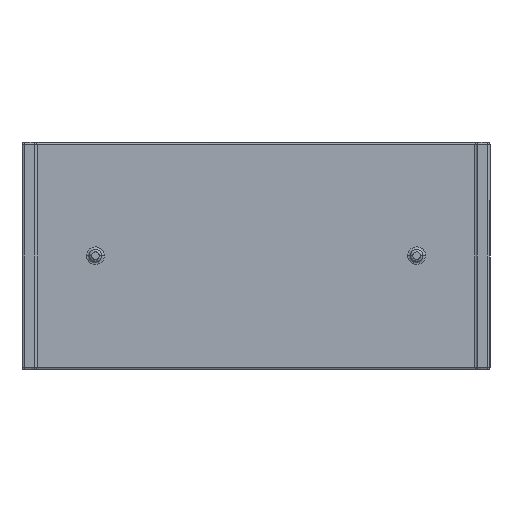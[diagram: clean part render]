
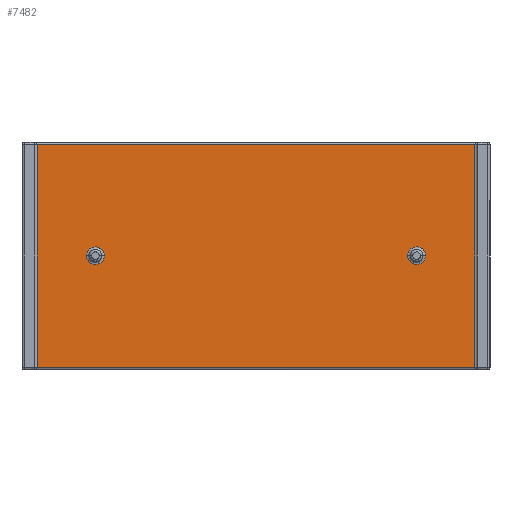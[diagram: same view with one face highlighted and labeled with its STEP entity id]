
A CAD part, front view. The second image highlights one B-rep face of the part: STEP entity #7482.
In plain terms, the highlighted planar face has unit normal (0, -1, 0).
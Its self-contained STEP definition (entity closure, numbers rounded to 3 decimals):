
#136 = AXIS2_PLACEMENT_3D ( 'NONE', #13241, #13242, #13243 ) ;
#142 = FACE_BOUND ( 'NONE', #10026, .T. ) ;
#245 = FACE_BOUND ( 'NONE', #10022, .T. ) ;
#486 = CARTESIAN_POINT ( 'NONE',  ( 15.95, 0.5, 4.512 ) ) ;
#487 = LINE ( 'NONE', #488, #8140 ) ;
#488 = CARTESIAN_POINT ( 'NONE',  ( 17.9, 0.5, 4.5 ) ) ;
#489 = DIRECTION ( 'NONE',  ( 0., 0., 1. ) ) ;
#490 = LINE ( 'NONE', #491, #8141 ) ;
#491 = CARTESIAN_POINT ( 'NONE',  ( 9.25, 0.5, 8.9 ) ) ;
#492 = DIRECTION ( 'NONE',  ( -1., 0., 0. ) ) ;
#493 = LINE ( 'NONE', #494, #8145 ) ;
#494 = CARTESIAN_POINT ( 'NONE',  ( 0.6, 0.5, 4.5 ) ) ;
#495 = DIRECTION ( 'NONE',  ( 0., 0., -1. ) ) ;
#496 = LINE ( 'NONE', #497, #8148 ) ;
#497 = CARTESIAN_POINT ( 'NONE',  ( 9.25, 0.5, 0.1 ) ) ;
#498 = DIRECTION ( 'NONE',  ( 1., 0., 0. ) ) ;
#499 = CARTESIAN_POINT ( 'NONE',  ( 15.95, 0.5, 4.419 ) ) ;
#500 = CARTESIAN_POINT ( 'NONE',  ( 15.913, 0.5, 4.33 ) ) ;
#501 = CARTESIAN_POINT ( 'NONE',  ( 15.782, 0.5, 4.199 ) ) ;
#502 = CARTESIAN_POINT ( 'NONE',  ( 15.692, 0.5, 4.162 ) ) ;
#503 = CARTESIAN_POINT ( 'NONE',  ( 15.508, 0.5, 4.162 ) ) ;
#504 = CARTESIAN_POINT ( 'NONE',  ( 15.418, 0.5, 4.199 ) ) ;
#505 = CARTESIAN_POINT ( 'NONE',  ( 15.287, 0.5, 4.329 ) ) ;
#506 = CARTESIAN_POINT ( 'NONE',  ( 15.25, 0.5, 4.418 ) ) ;
#507 = CARTESIAN_POINT ( 'NONE',  ( 15.25, 0.5, 4.512 ) ) ;
#508 = CARTESIAN_POINT ( 'NONE',  ( 3.25, 0.5, 4.512 ) ) ;
#509 = CARTESIAN_POINT ( 'NONE',  ( 3.25, 0.5, 4.419 ) ) ;
#510 = CARTESIAN_POINT ( 'NONE',  ( 3.213, 0.5, 4.33 ) ) ;
#511 = CARTESIAN_POINT ( 'NONE',  ( 3.082, 0.5, 4.199 ) ) ;
#512 = CARTESIAN_POINT ( 'NONE',  ( 2.992, 0.5, 4.162 ) ) ;
#513 = CARTESIAN_POINT ( 'NONE',  ( 2.808, 0.5, 4.162 ) ) ;
#514 = CARTESIAN_POINT ( 'NONE',  ( 2.718, 0.5, 4.199 ) ) ;
#515 = CARTESIAN_POINT ( 'NONE',  ( 2.587, 0.5, 4.329 ) ) ;
#516 = CARTESIAN_POINT ( 'NONE',  ( 2.55, 0.5, 4.418 ) ) ;
#517 = CARTESIAN_POINT ( 'NONE',  ( 2.55, 0.5, 4.512 ) ) ;
#1286 = B_SPLINE_CURVE_WITH_KNOTS ( 'NONE', 3,
 ( #4800, #4801, #4802, #4803, #4804, #4805, #4806, #4807, #4808, #4809 ),
 .UNSPECIFIED., .F., .F.,
 ( 4, 2, 2, 2, 4 ),
 ( 0., 0.25, 0.5, 0.75, 1. ),
 .UNSPECIFIED. ) ;
#1302 = B_SPLINE_CURVE_WITH_KNOTS ( 'NONE', 3,
 ( #1845, #1846, #1847, #1848, #1849, #1850, #1851, #1852, #1853, #1854 ),
 .UNSPECIFIED., .F., .F.,
 ( 4, 2, 2, 2, 4 ),
 ( 0., 0.25, 0.5, 0.75, 1. ),
 .UNSPECIFIED. ) ;
#1325 = B_SPLINE_CURVE_WITH_KNOTS ( 'NONE', 3,
 ( #486, #499, #500, #501, #502, #503, #504, #505, #506, #507 ),
 .UNSPECIFIED., .F., .F.,
 ( 4, 2, 2, 2, 4 ),
 ( 0., 0.25, 0.5, 0.75, 1. ),
 .UNSPECIFIED. ) ;
#1326 = B_SPLINE_CURVE_WITH_KNOTS ( 'NONE', 3,
 ( #508, #509, #510, #511, #512, #513, #514, #515, #516, #517 ),
 .UNSPECIFIED., .F., .F.,
 ( 4, 2, 2, 2, 4 ),
 ( 0., 0.25, 0.5, 0.75, 1. ),
 .UNSPECIFIED. ) ;
#1845 = CARTESIAN_POINT ( 'NONE',  ( 15.25, 0.5, 4.512 ) ) ;
#1846 = CARTESIAN_POINT ( 'NONE',  ( 15.25, 0.5, 4.605 ) ) ;
#1847 = CARTESIAN_POINT ( 'NONE',  ( 15.287, 0.5, 4.694 ) ) ;
#1848 = CARTESIAN_POINT ( 'NONE',  ( 15.418, 0.5, 4.824 ) ) ;
#1849 = CARTESIAN_POINT ( 'NONE',  ( 15.508, 0.5, 4.862 ) ) ;
#1850 = CARTESIAN_POINT ( 'NONE',  ( 15.692, 0.5, 4.862 ) ) ;
#1851 = CARTESIAN_POINT ( 'NONE',  ( 15.782, 0.5, 4.824 ) ) ;
#1852 = CARTESIAN_POINT ( 'NONE',  ( 15.913, 0.5, 4.694 ) ) ;
#1853 = CARTESIAN_POINT ( 'NONE',  ( 15.95, 0.5, 4.606 ) ) ;
#1854 = CARTESIAN_POINT ( 'NONE',  ( 15.95, 0.5, 4.512 ) ) ;
#2607 = CARTESIAN_POINT ( 'NONE',  ( 15.25, 0.5, 4.512 ) ) ;
#2610 = CARTESIAN_POINT ( 'NONE',  ( 2.55, 0.5, 4.512 ) ) ;
#2611 = CARTESIAN_POINT ( 'NONE',  ( 3.25, 0.5, 4.512 ) ) ;
#3916 = CARTESIAN_POINT ( 'NONE',  ( 17.9, 0.5, 0.1 ) ) ;
#3919 = CARTESIAN_POINT ( 'NONE',  ( 0.6, 0.5, 0.1 ) ) ;
#3952 = CARTESIAN_POINT ( 'NONE',  ( 0.6, 0.5, 8.9 ) ) ;
#3964 = CARTESIAN_POINT ( 'NONE',  ( 17.9, 0.5, 8.9 ) ) ;
#4176 = ORIENTED_EDGE ( 'NONE', *, *, #7704, .T. ) ;
#4177 = ORIENTED_EDGE ( 'NONE', *, *, #12912, .T. ) ;
#4178 = ORIENTED_EDGE ( 'NONE', *, *, #7648, .T. ) ;
#4179 = ORIENTED_EDGE ( 'NONE', *, *, #12911, .T. ) ;
#4180 = ORIENTED_EDGE ( 'NONE', *, *, #12913, .T. ) ;
#4182 = ORIENTED_EDGE ( 'NONE', *, *, #12914, .T. ) ;
#4183 = ORIENTED_EDGE ( 'NONE', *, *, #12910, .T. ) ;
#4188 = ORIENTED_EDGE ( 'NONE', *, *, #12909, .T. ) ;
#4800 = CARTESIAN_POINT ( 'NONE',  ( 2.55, 0.5, 4.512 ) ) ;
#4801 = CARTESIAN_POINT ( 'NONE',  ( 2.55, 0.5, 4.605 ) ) ;
#4802 = CARTESIAN_POINT ( 'NONE',  ( 2.587, 0.5, 4.694 ) ) ;
#4803 = CARTESIAN_POINT ( 'NONE',  ( 2.718, 0.5, 4.825 ) ) ;
#4804 = CARTESIAN_POINT ( 'NONE',  ( 2.808, 0.5, 4.862 ) ) ;
#4805 = CARTESIAN_POINT ( 'NONE',  ( 2.992, 0.5, 4.862 ) ) ;
#4806 = CARTESIAN_POINT ( 'NONE',  ( 3.082, 0.5, 4.824 ) ) ;
#4807 = CARTESIAN_POINT ( 'NONE',  ( 3.213, 0.5, 4.694 ) ) ;
#4808 = CARTESIAN_POINT ( 'NONE',  ( 3.25, 0.5, 4.606 ) ) ;
#4809 = CARTESIAN_POINT ( 'NONE',  ( 3.25, 0.5, 4.512 ) ) ;
#4957 = VERTEX_POINT ( 'NONE', #6382 ) ;
#5104 = VERTEX_POINT ( 'NONE', #2607 ) ;
#5107 = VERTEX_POINT ( 'NONE', #2610 ) ;
#5108 = VERTEX_POINT ( 'NONE', #2611 ) ;
#6382 = CARTESIAN_POINT ( 'NONE',  ( 15.95, 0.5, 4.512 ) ) ;
#7482 = ADVANCED_FACE ( 'NONE', ( #142, #245, #9837 ), #13240, .T. ) ;
#7648 = EDGE_CURVE ( 'NONE', #5107, #5108, #1286, .T. ) ;
#7704 = EDGE_CURVE ( 'NONE', #5104, #4957, #1302, .T. ) ;
#8140 = VECTOR ( 'NONE', #489, 1000. ) ;
#8141 = VECTOR ( 'NONE', #492, 1000. ) ;
#8145 = VECTOR ( 'NONE', #495, 1000. ) ;
#8148 = VECTOR ( 'NONE', #498, 1000. ) ;
#9837 = FACE_OUTER_BOUND ( 'NONE', #10028, .T. ) ;
#10022 = EDGE_LOOP ( 'NONE', ( #4180, #4176 ) ) ;
#10026 = EDGE_LOOP ( 'NONE', ( #4182, #4178 ) ) ;
#10028 = EDGE_LOOP ( 'NONE', ( #4179, #4177, #4188, #4183 ) ) ;
#11882 = VERTEX_POINT ( 'NONE', #3916 ) ;
#11885 = VERTEX_POINT ( 'NONE', #3919 ) ;
#11918 = VERTEX_POINT ( 'NONE', #3952 ) ;
#11930 = VERTEX_POINT ( 'NONE', #3964 ) ;
#12909 = EDGE_CURVE ( 'NONE', #11882, #11930, #487, .T. ) ;
#12910 = EDGE_CURVE ( 'NONE', #11930, #11918, #490, .T. ) ;
#12911 = EDGE_CURVE ( 'NONE', #11918, #11885, #493, .T. ) ;
#12912 = EDGE_CURVE ( 'NONE', #11885, #11882, #496, .T. ) ;
#12913 = EDGE_CURVE ( 'NONE', #4957, #5104, #1325, .T. ) ;
#12914 = EDGE_CURVE ( 'NONE', #5108, #5107, #1326, .T. ) ;
#13240 = PLANE ( 'NONE',  #136 ) ;
#13241 = CARTESIAN_POINT ( 'NONE',  ( 0.6, 0.5, 0.1 ) ) ;
#13242 = DIRECTION ( 'NONE',  ( 0., -1., 0. ) ) ;
#13243 = DIRECTION ( 'NONE',  ( 1., 0., 0. ) ) ;
